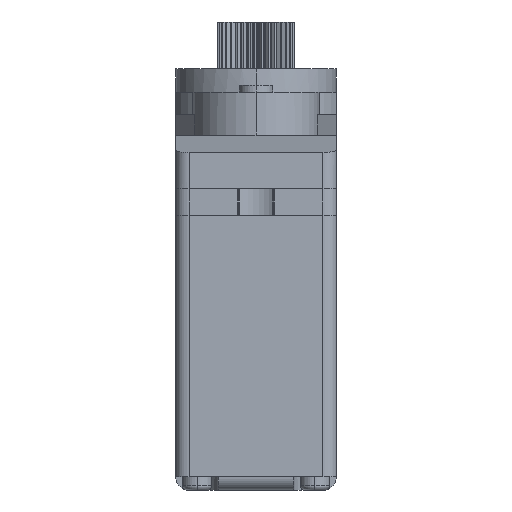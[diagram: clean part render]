
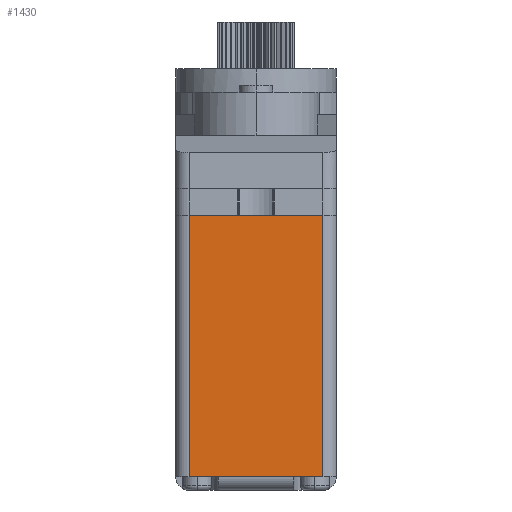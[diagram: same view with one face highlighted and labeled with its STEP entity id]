
A CAD part, left-side view. The second image highlights one B-rep face of the part: STEP entity #1430.
In plain terms, the highlighted planar face has unit normal (-1, 0, 0).
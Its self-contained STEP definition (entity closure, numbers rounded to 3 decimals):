
#754 = ORIENTED_EDGE ( 'NONE', *, *, #12670, .T. ) ;
#933 = DIRECTION ( 'NONE',  ( 0., 0., 1. ) ) ;
#1285 = CARTESIAN_POINT ( 'NONE',  ( -30., 11., 1. ) ) ;
#1307 = ORIENTED_EDGE ( 'NONE', *, *, #12770, .F. ) ;
#1430 = ADVANCED_FACE ( 'NONE', ( #4062 ), #11940, .F. ) ;
#1902 = CARTESIAN_POINT ( 'NONE',  ( -30., 1., 20.5 ) ) ;
#2201 = ORIENTED_EDGE ( 'NONE', *, *, #2619, .T. ) ;
#2619 = EDGE_CURVE ( 'NONE', #5520, #15607, #2635, .T. ) ;
#2635 = LINE ( 'NONE', #7506, #12686 ) ;
#2969 = VERTEX_POINT ( 'NONE', #3368 ) ;
#3032 = ORIENTED_EDGE ( 'NONE', *, *, #13705, .F. ) ;
#3127 = EDGE_CURVE ( 'NONE', #2969, #7303, #9703, .T. ) ;
#3368 = CARTESIAN_POINT ( 'NONE',  ( -30., 11., 20.5 ) ) ;
#3515 = CARTESIAN_POINT ( 'NONE',  ( -30., 0., 1. ) ) ;
#4062 = FACE_OUTER_BOUND ( 'NONE', #12235, .T. ) ;
#4074 = VERTEX_POINT ( 'NONE', #1285 ) ;
#4933 = LINE ( 'NONE', #10465, #14262 ) ;
#5520 = VERTEX_POINT ( 'NONE', #11589 ) ;
#5923 = LINE ( 'NONE', #8153, #8772 ) ;
#6840 = DIRECTION ( 'NONE',  ( 0., 1., 0. ) ) ;
#7202 = DIRECTION ( 'NONE',  ( 0., -1., 0. ) ) ;
#7257 = CARTESIAN_POINT ( 'NONE',  ( -30., 0., 20.5 ) ) ;
#7303 = VERTEX_POINT ( 'NONE', #1902 ) ;
#7355 = DIRECTION ( 'NONE',  ( 0., -1., 0. ) ) ;
#7506 = CARTESIAN_POINT ( 'NONE',  ( -30., 3.2, 1. ) ) ;
#8153 = CARTESIAN_POINT ( 'NONE',  ( -30., 1., 20.5 ) ) ;
#8772 = VECTOR ( 'NONE', #933, 1000. ) ;
#9513 = CARTESIAN_POINT ( 'NONE',  ( -30., 3.2, 1. ) ) ;
#9586 = VECTOR ( 'NONE', #13158, 1000. ) ;
#9666 = VECTOR ( 'NONE', #7202, 1000. ) ;
#9703 = LINE ( 'NONE', #7257, #9666 ) ;
#10242 = ORIENTED_EDGE ( 'NONE', *, *, #12357, .T. ) ;
#10465 = CARTESIAN_POINT ( 'NONE',  ( -30., 12., 1. ) ) ;
#10839 = VERTEX_POINT ( 'NONE', #13097 ) ;
#11055 = ORIENTED_EDGE ( 'NONE', *, *, #3127, .F. ) ;
#11466 = CARTESIAN_POINT ( 'NONE',  ( -30., 0., 20.5 ) ) ;
#11589 = CARTESIAN_POINT ( 'NONE',  ( -30., 8.8, 1. ) ) ;
#11868 = AXIS2_PLACEMENT_3D ( 'NONE', #11466, #12216, #12248 ) ;
#11910 = CARTESIAN_POINT ( 'NONE',  ( -30., 11., 20.5 ) ) ;
#11940 = PLANE ( 'NONE',  #11868 ) ;
#12048 = DIRECTION ( 'NONE',  ( 0., 1., 0. ) ) ;
#12216 = DIRECTION ( 'NONE',  ( 1., 0., 0. ) ) ;
#12235 = EDGE_LOOP ( 'NONE', ( #11055, #10242, #3032, #2201, #1307, #754 ) ) ;
#12248 = DIRECTION ( 'NONE',  ( 0., 0., -1. ) ) ;
#12357 = EDGE_CURVE ( 'NONE', #2969, #4074, #12831, .T. ) ;
#12670 = EDGE_CURVE ( 'NONE', #10839, #7303, #5923, .T. ) ;
#12686 = VECTOR ( 'NONE', #7355, 1000. ) ;
#12770 = EDGE_CURVE ( 'NONE', #10839, #15607, #15472, .T. ) ;
#12831 = LINE ( 'NONE', #11910, #9586 ) ;
#13097 = CARTESIAN_POINT ( 'NONE',  ( -30., 1., 1. ) ) ;
#13158 = DIRECTION ( 'NONE',  ( 0., 0., -1. ) ) ;
#13705 = EDGE_CURVE ( 'NONE', #5520, #4074, #4933, .T. ) ;
#14262 = VECTOR ( 'NONE', #6840, 1000. ) ;
#15077 = VECTOR ( 'NONE', #12048, 1000. ) ;
#15472 = LINE ( 'NONE', #3515, #15077 ) ;
#15607 = VERTEX_POINT ( 'NONE', #9513 ) ;
